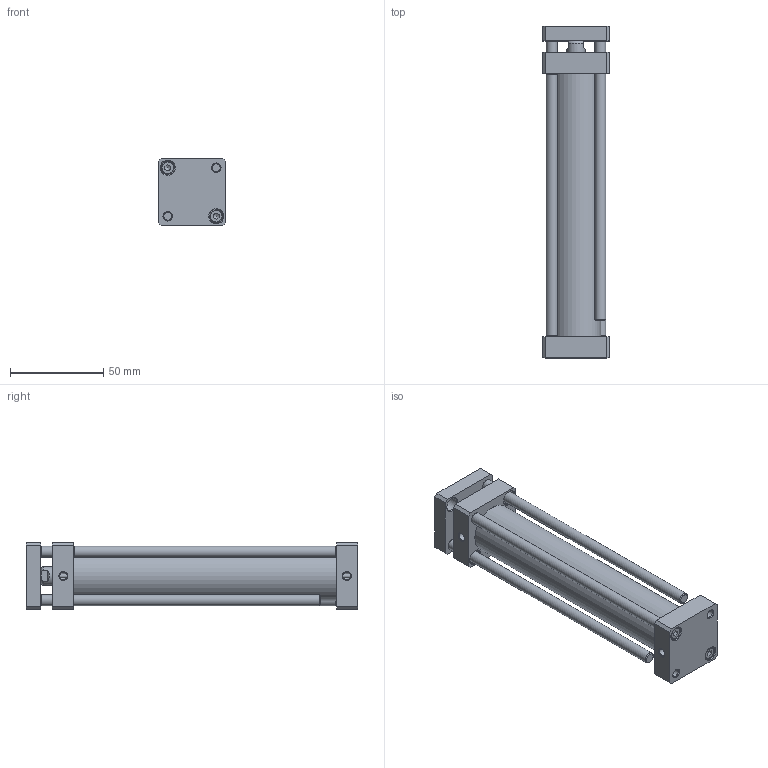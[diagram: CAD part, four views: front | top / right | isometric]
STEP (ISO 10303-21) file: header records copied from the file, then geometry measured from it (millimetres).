
FILE_DESCRIPTION((''),'2;1');
FILE_NAME('XDMA025.125.GS.F.stp','2014-05-12T12:07:02',('carlo.corazza'),(''),'Autodesk Inventor 2012','Autodesk Inventor 2012','');
FILE_SCHEMA(('AUTOMOTIVE_DESIGN { 1 0 10303 214 1 1 1 1 }'));
Length unit declared in the file: millimetre
Products named in the file (8): XDMA025..GS.F; TP; STELO-125; TAA; TIRANTI-125; CORPO-125; STAFFA; COLONNETTA-125
Assembly tree (9 placements, depth 2):
  XDMA025..GS.F
    TP
    STELO-125
    TAA
    TIRANTI-125  x2
    CORPO-125
    STAFFA
    COLONNETTA-125  x2
Bounding box: 36 x 178 x 36 mm (x, y, z)
Volume: 71668.5 mm3; surface area: 55919.4 mm2
Topology: 9 solids, 14 shells, 275 faces, 611 edges, 376 vertices
Faces by surface type: plane 114, cone 92, cylinder 57, torus 12
Full cylindrical faces by diameter (mm): 2 x2, 3.242 x6, 4.134 x7, 4.7 x2, 4.9 x2, 4.917 x1, 5 x2, 6 x6, 7 x6, 7.5 x8, 8 x5, 10 x2, 10.48 x1, 11.4 x1, 12 x1, 13.84 x1, 14 x2, 25 x1, 26.6 x1
Entity records: 6702 total; most frequent: CARTESIAN_POINT 1237, DIRECTION 1074, ORIENTED_EDGE 786, AXIS2_PLACEMENT_3D 456, EDGE_LOOP 450, EDGE_CURVE 393, VERTEX_POINT 319, STYLED_ITEM 263
